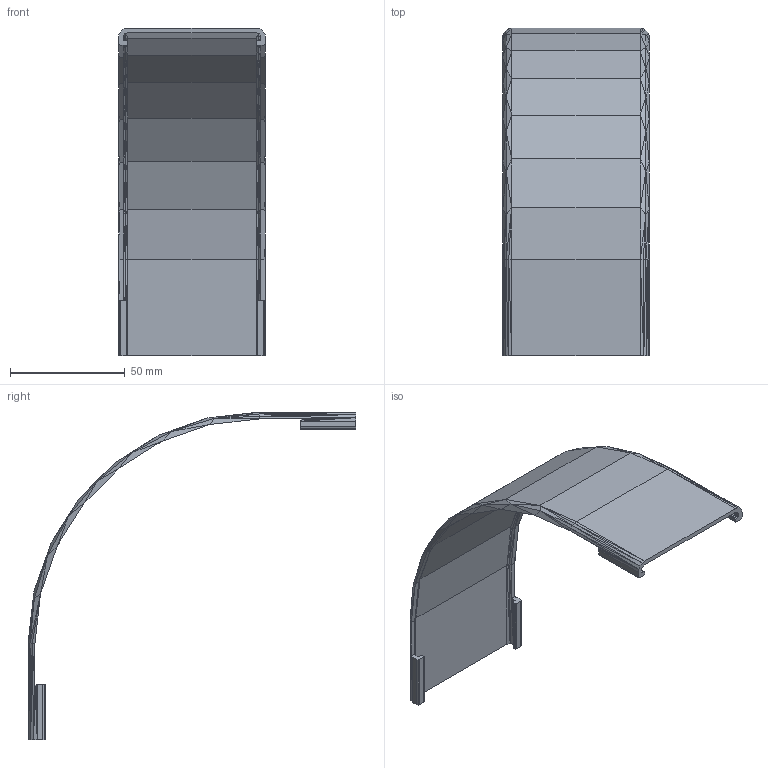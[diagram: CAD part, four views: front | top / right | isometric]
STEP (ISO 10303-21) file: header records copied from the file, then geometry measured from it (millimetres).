
FILE_DESCRIPTION(('FreeCAD Model'),'2;1');
FILE_NAME('Open CASCADE Shape Model','2022-12-06T14:21:44',('Author'),( ''),'Open CASCADE STEP processor 7.6','FreeCAD','Unknown');
FILE_SCHEMA(('AUTOMOTIVE_DESIGN { 1 0 10303 214 1 1 1 1 }'));
Length unit declared in the file: millimetre
Products named in the file (1): DS_060_38194___________________________________________________________
________90____________________________________________60mm_vertical_
down_elbow_cover001001 (Solid)
Bounding box: 64 x 142.79 x 142.79 mm (x, y, z)
Volume: 31398.7 mm3; surface area: 32964.1 mm2
Topology: 1 solids, 1 shells, 294 faces, 552 edges, 260 vertices
Faces by surface type: plane 294
Entity records: 13942 total; most frequent: DIRECTION 2246, CARTESIAN_POINT 2211, LINE 1656, VECTOR 1656, ORIENTED_EDGE 1104, PCURVE 1104, DEFINITIONAL_REPRESENTATION 1104, EDGE_CURVE 552
